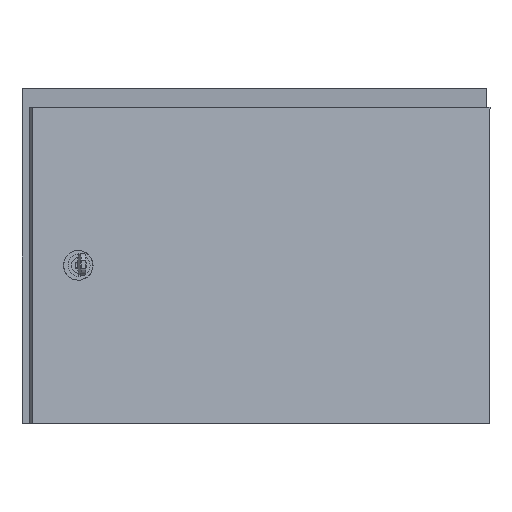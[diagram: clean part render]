
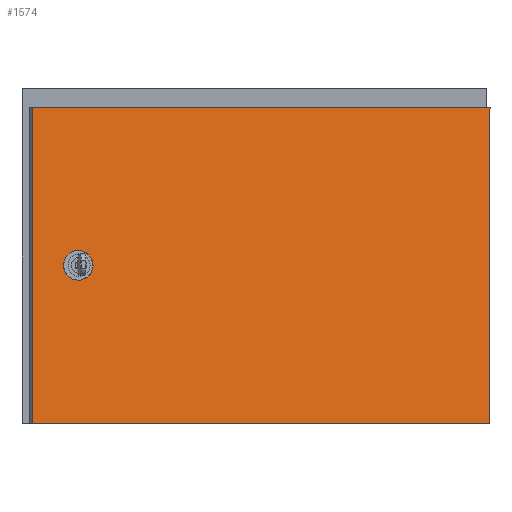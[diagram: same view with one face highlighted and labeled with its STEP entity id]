
A CAD part, front view. The second image highlights one B-rep face of the part: STEP entity #1574.
In plain terms, the highlighted planar face has unit normal (0.174, -0.985, 0).
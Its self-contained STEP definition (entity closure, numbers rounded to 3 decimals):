
#53=FACE_BOUND('',#255,.T.);
#79=PLANE('',#1702);
#149=FACE_OUTER_BOUND('',#254,.T.);
#254=EDGE_LOOP('',(#1218,#1219,#1220,#1221));
#255=EDGE_LOOP('',(#1222));
#369=LINE('',#2392,#537);
#370=LINE('',#2394,#538);
#371=LINE('',#2396,#539);
#372=LINE('',#2397,#540);
#537=VECTOR('',#1946,1.);
#538=VECTOR('',#1947,1.);
#539=VECTOR('',#1948,1.);
#540=VECTOR('',#1949,1.);
#677=CIRCLE('',#1703,16.);
#756=VERTEX_POINT('',#2390);
#757=VERTEX_POINT('',#2391);
#758=VERTEX_POINT('',#2393);
#759=VERTEX_POINT('',#2395);
#760=VERTEX_POINT('',#2398);
#921=EDGE_CURVE('',#756,#757,#369,.T.);
#922=EDGE_CURVE('',#757,#758,#370,.T.);
#923=EDGE_CURVE('',#758,#759,#371,.T.);
#924=EDGE_CURVE('',#759,#756,#372,.T.);
#925=EDGE_CURVE('',#760,#760,#677,.T.);
#1218=ORIENTED_EDGE('',*,*,#921,.T.);
#1219=ORIENTED_EDGE('',*,*,#922,.T.);
#1220=ORIENTED_EDGE('',*,*,#923,.T.);
#1221=ORIENTED_EDGE('',*,*,#924,.T.);
#1222=ORIENTED_EDGE('',*,*,#925,.T.);
#1574=ADVANCED_FACE('',(#149,#53),#79,.T.);
#1702=AXIS2_PLACEMENT_3D('',#2389,#1944,#1945);
#1703=AXIS2_PLACEMENT_3D('',#2399,#1950,#1951);
#1944=DIRECTION('center_axis',(0.174,-0.985,0.));
#1945=DIRECTION('ref_axis',(0.,0.,1.));
#1946=DIRECTION('',(0.,0.,1.));
#1947=DIRECTION('',(-0.985,-0.174,0.));
#1948=DIRECTION('',(0.,0.,-1.));
#1949=DIRECTION('',(0.985,0.174,0.));
#1950=DIRECTION('center_axis',(-0.174,0.985,0.));
#1951=DIRECTION('ref_axis',(-0.036,-0.006,-0.999));
#2389=CARTESIAN_POINT('Origin',(-238.931,-396.52,538.));
#2390=CARTESIAN_POINT('',(253.473,-309.696,-2.));
#2391=CARTESIAN_POINT('',(253.473,-309.696,338.));
#2392=CARTESIAN_POINT('',(253.473,-309.696,538.));
#2393=CARTESIAN_POINT('',(-238.931,-396.52,338.));
#2394=CARTESIAN_POINT('',(-238.931,-396.52,338.));
#2395=CARTESIAN_POINT('',(-238.931,-396.52,-2.));
#2396=CARTESIAN_POINT('',(-238.931,-396.52,538.));
#2397=CARTESIAN_POINT('',(-238.931,-396.52,-2.));
#2398=CARTESIAN_POINT('',(-189.115,-387.736,183.989));
#2399=CARTESIAN_POINT('Origin',(-189.691,-387.838,168.));
